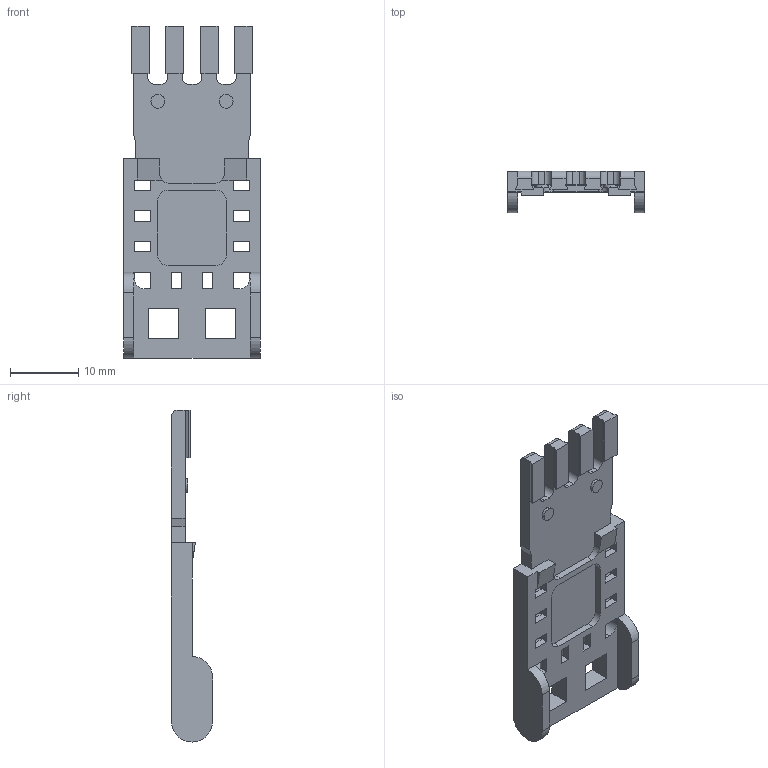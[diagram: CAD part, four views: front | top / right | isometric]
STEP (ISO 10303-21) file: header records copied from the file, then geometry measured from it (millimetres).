
FILE_DESCRIPTION(('CATIA V5 STEP Exchange','CAx-IF Rec.Pracs.--- Model Styling and Organization---1.2---2011-12-15'),'2;1');
FILE_NAME ('D1454326_0_1652100000_1652100000.stp','2018-09-22T18:03:23+00:00',('none'),('Weidmueller'),'CATIA Version 5-6 Release 2014','CATIA V5 STEP AP214','none');
FILE_SCHEMA(('AUTOMOTIVE_DESIGN { 1 0 10303 214 1 1 1 1 }'));
Length unit declared in the file: millimetre
Products named in the file (1): 1652100000
Bounding box: 20 x 6 x 48.5 mm (x, y, z)
Volume: 1878.4 mm3; surface area: 2572.1 mm2
Topology: 1 solids, 1 shells, 164 faces, 520 edges, 348 vertices
Faces by surface type: plane 119, cylinder 45
Entity records: 5561 total; most frequent: ORIENTED_EDGE 1040, CARTESIAN_POINT 1011, DIRECTION 786, EDGE_CURVE 520, VECTOR 424, LINE 424, VERTEX_POINT 348, AXIS2_PLACEMENT_3D 229
